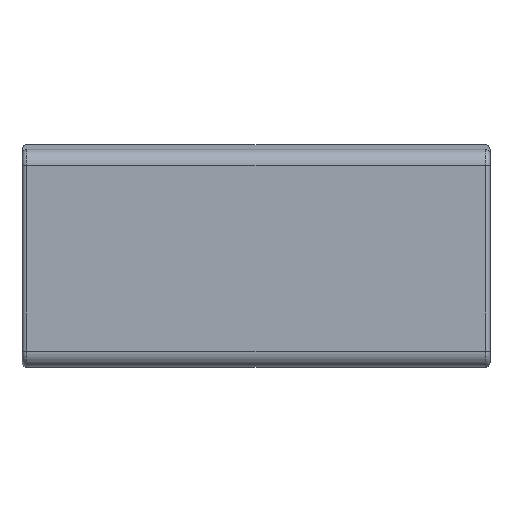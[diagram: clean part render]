
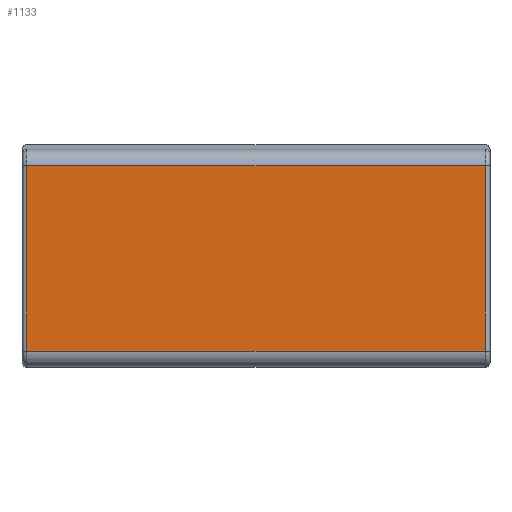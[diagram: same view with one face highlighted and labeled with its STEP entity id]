
A CAD part, top view. The second image highlights one B-rep face of the part: STEP entity #1133.
In plain terms, the highlighted planar face has unit normal (0, 0, 1).
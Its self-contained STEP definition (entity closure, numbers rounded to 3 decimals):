
#1133=ADVANCED_FACE('',(#1335),#1256,.F.);
#1256=PLANE('',#3445);
#1335=FACE_OUTER_BOUND('',#1464,.T.);
#1464=EDGE_LOOP('',(#1836,#1837,#1838,#1839));
#1836=ORIENTED_EDGE('',*,*,#2734,.T.);
#1837=ORIENTED_EDGE('',*,*,#2728,.T.);
#1838=ORIENTED_EDGE('',*,*,#2735,.T.);
#1839=ORIENTED_EDGE('',*,*,#2732,.T.);
#2462=VERTEX_POINT('',#4759);
#2463=VERTEX_POINT('',#4760);
#2464=VERTEX_POINT('',#4765);
#2465=VERTEX_POINT('',#4767);
#2728=EDGE_CURVE('',#2462,#2463,#3023,.T.);
#2732=EDGE_CURVE('',#2465,#2464,#3024,.T.);
#2734=EDGE_CURVE('',#2464,#2462,#3025,.T.);
#2735=EDGE_CURVE('',#2463,#2465,#3026,.T.);
#3023=LINE('',#4758,#3270);
#3024=LINE('',#4766,#3271);
#3025=LINE('',#4770,#3272);
#3026=LINE('',#4771,#3273);
#3270=VECTOR('',#3935,1.);
#3271=VECTOR('',#3944,1.);
#3272=VECTOR('',#3949,1.);
#3273=VECTOR('',#3950,1.);
#3445=AXIS2_PLACEMENT_3D('',#4772,#3951,#3952);
#3935=DIRECTION('',(0.,1.,0.));
#3944=DIRECTION('',(0.,-1.,0.));
#3949=DIRECTION('',(1.,0.,0.));
#3950=DIRECTION('',(-1.,0.,0.));
#3951=DIRECTION('',(0.,0.,-1.));
#3952=DIRECTION('',(0.,1.,0.));
#4758=CARTESIAN_POINT('',(287.,0.,2.));
#4759=CARTESIAN_POINT('',(287.,23.5,2.));
#4760=CARTESIAN_POINT('',(287.,138.5,2.));
#4765=CARTESIAN_POINT('',(3.,23.5,2.));
#4766=CARTESIAN_POINT('',(3.,152.,2.));
#4767=CARTESIAN_POINT('',(3.,138.5,2.));
#4770=CARTESIAN_POINT('',(290.,23.5,2.));
#4771=CARTESIAN_POINT('',(290.,138.5,2.));
#4772=CARTESIAN_POINT('',(290.,152.,2.));
